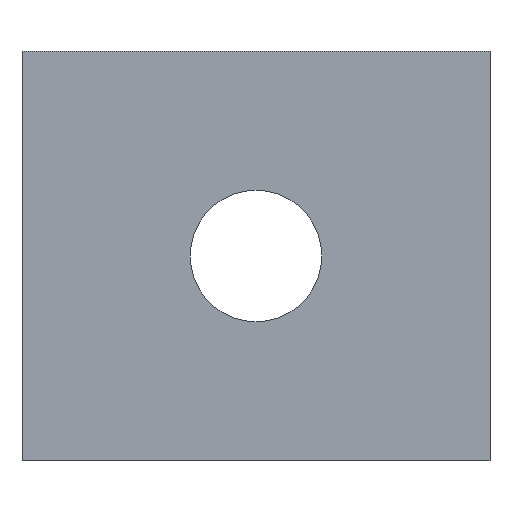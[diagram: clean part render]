
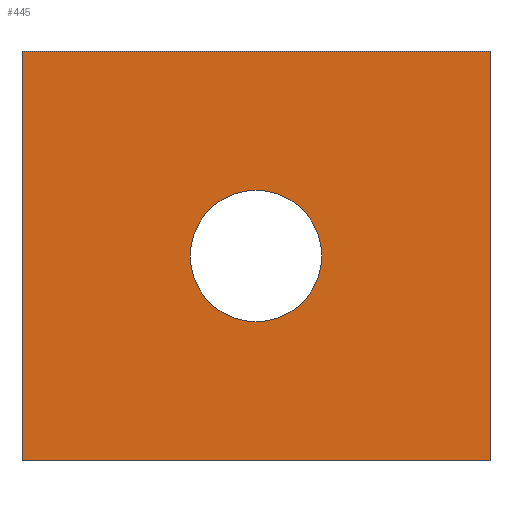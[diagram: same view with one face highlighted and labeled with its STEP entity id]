
A CAD part, front view. The second image highlights one B-rep face of the part: STEP entity #445.
In plain terms, the highlighted planar face has unit normal (0, -1, 0).
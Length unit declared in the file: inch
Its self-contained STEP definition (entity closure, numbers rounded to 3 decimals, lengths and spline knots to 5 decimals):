
#3 = CIRCLE ( 'NONE', #936, 0.1405 ) ;
#39 = DIRECTION ( 'NONE',  ( 0., 0., 1. ) ) ;
#87 = DIRECTION ( 'NONE',  ( 0., 1., 0. ) ) ;
#101 = VERTEX_POINT ( 'NONE', #267 ) ;
#110 = VERTEX_POINT ( 'NONE', #775 ) ;
#114 = CIRCLE ( 'NONE', #1003, 0.1405 ) ;
#153 = CARTESIAN_POINT ( 'NONE',  ( 1., 0., -0.4375 ) ) ;
#166 = ORIENTED_EDGE ( 'NONE', *, *, #480, .F. ) ;
#213 = DIRECTION ( 'NONE',  ( 1., 0., 0. ) ) ;
#238 = CARTESIAN_POINT ( 'NONE',  ( 0.5, 0., 0. ) ) ;
#245 = DIRECTION ( 'NONE',  ( -1., 0., 0. ) ) ;
#267 = CARTESIAN_POINT ( 'NONE',  ( 0., 0., 0.4375 ) ) ;
#271 = EDGE_LOOP ( 'NONE', ( #166, #475 ) ) ;
#285 = ORIENTED_EDGE ( 'NONE', *, *, #845, .F. ) ;
#303 = AXIS2_PLACEMENT_3D ( 'NONE', #424, #87, #1030 ) ;
#328 = CARTESIAN_POINT ( 'NONE',  ( 0., 0., -0.4375 ) ) ;
#331 = VECTOR ( 'NONE', #245, 39.37008 ) ;
#343 = PLANE ( 'NONE',  #303 ) ;
#391 = DIRECTION ( 'NONE',  ( 0., 0., -1. ) ) ;
#421 = EDGE_CURVE ( 'NONE', #1012, #434, #632, .T. ) ;
#424 = CARTESIAN_POINT ( 'NONE',  ( 0., 0., 0.4375 ) ) ;
#434 = VERTEX_POINT ( 'NONE', #153 ) ;
#445 = ADVANCED_FACE ( 'NONE', ( #1019, #649 ), #343, .F. ) ;
#460 = LINE ( 'NONE', #1001, #904 ) ;
#475 = ORIENTED_EDGE ( 'NONE', *, *, #922, .F. ) ;
#480 = EDGE_CURVE ( 'NONE', #1024, #525, #3, .T. ) ;
#525 = VERTEX_POINT ( 'NONE', #550 ) ;
#550 = CARTESIAN_POINT ( 'NONE',  ( 0.5, 0., 0.1405 ) ) ;
#632 = LINE ( 'NONE', #728, #986 ) ;
#643 = EDGE_CURVE ( 'NONE', #110, #101, #719, .T. ) ;
#649 = FACE_BOUND ( 'NONE', #271, .T. ) ;
#685 = ORIENTED_EDGE ( 'NONE', *, *, #753, .F. ) ;
#719 = LINE ( 'NONE', #896, #868 ) ;
#728 = CARTESIAN_POINT ( 'NONE',  ( 1., 0., 0.4375 ) ) ;
#740 = CARTESIAN_POINT ( 'NONE',  ( 0.5, 0., 0. ) ) ;
#753 = EDGE_CURVE ( 'NONE', #434, #110, #1104, .T. ) ;
#768 = EDGE_LOOP ( 'NONE', ( #866, #285, #956, #685 ) ) ;
#775 = CARTESIAN_POINT ( 'NONE',  ( 0., 0., -0.4375 ) ) ;
#815 = CARTESIAN_POINT ( 'NONE',  ( 1., 0., 0.4375 ) ) ;
#845 = EDGE_CURVE ( 'NONE', #101, #1012, #460, .T. ) ;
#866 = ORIENTED_EDGE ( 'NONE', *, *, #421, .F. ) ;
#868 = VECTOR ( 'NONE', #39, 39.37008 ) ;
#896 = CARTESIAN_POINT ( 'NONE',  ( 0., 0., 0.4375 ) ) ;
#904 = VECTOR ( 'NONE', #213, 39.37008 ) ;
#910 = CARTESIAN_POINT ( 'NONE',  ( 0.5, 0., -0.1405 ) ) ;
#922 = EDGE_CURVE ( 'NONE', #525, #1024, #114, .T. ) ;
#936 = AXIS2_PLACEMENT_3D ( 'NONE', #740, #1075, #391 ) ;
#956 = ORIENTED_EDGE ( 'NONE', *, *, #643, .F. ) ;
#986 = VECTOR ( 'NONE', #997, 39.37008 ) ;
#997 = DIRECTION ( 'NONE',  ( 0., 0., -1. ) ) ;
#1001 = CARTESIAN_POINT ( 'NONE',  ( 0., 0., 0.4375 ) ) ;
#1003 = AXIS2_PLACEMENT_3D ( 'NONE', #238, #1098, #1103 ) ;
#1012 = VERTEX_POINT ( 'NONE', #815 ) ;
#1019 = FACE_OUTER_BOUND ( 'NONE', #768, .T. ) ;
#1024 = VERTEX_POINT ( 'NONE', #910 ) ;
#1030 = DIRECTION ( 'NONE',  ( 0., 0., 1. ) ) ;
#1075 = DIRECTION ( 'NONE',  ( 0., -1., 0. ) ) ;
#1098 = DIRECTION ( 'NONE',  ( 0., -1., 0. ) ) ;
#1103 = DIRECTION ( 'NONE',  ( 0., 0., -1. ) ) ;
#1104 = LINE ( 'NONE', #328, #331 ) ;
